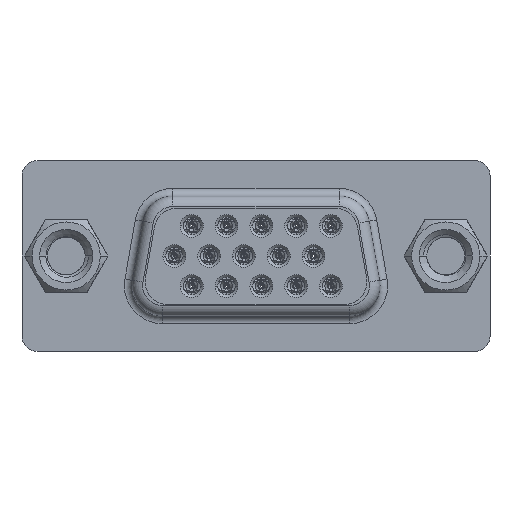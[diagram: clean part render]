
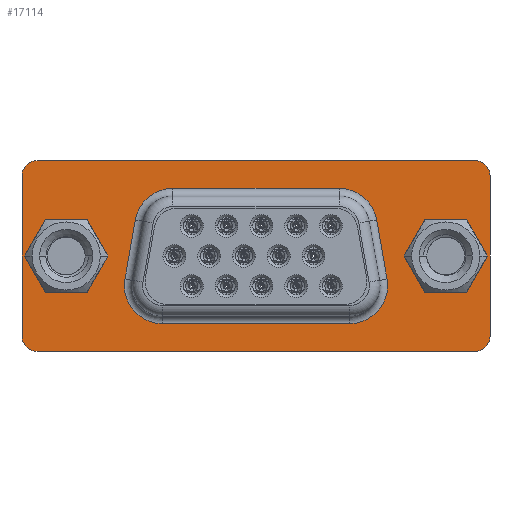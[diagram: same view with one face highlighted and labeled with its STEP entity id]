
A CAD part, front view. The second image highlights one B-rep face of the part: STEP entity #17114.
In plain terms, the highlighted face is planar.
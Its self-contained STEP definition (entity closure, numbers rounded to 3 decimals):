
#16181=CARTESIAN_POINT('',(14.405,0.,5.275));
#16182=DIRECTION('',(0.,1.,0.));
#16183=DIRECTION('',(0.,0.,1.));
#16184=AXIS2_PLACEMENT_3D('',#16181,#16182,#16183);
#16186=DIRECTION('',(1.,0.,0.));
#16187=VECTOR('',#16186,28.81);
#16188=CARTESIAN_POINT('',(-14.405,0.,6.275));
#16189=LINE('',#16188,#16187);
#16190=CARTESIAN_POINT('',(-14.405,0.,5.275));
#16191=DIRECTION('',(0.,1.,0.));
#16192=DIRECTION('',(-1.,0.,0.));
#16193=AXIS2_PLACEMENT_3D('',#16190,#16191,#16192);
#16195=DIRECTION('',(0.,0.,1.));
#16196=VECTOR('',#16195,10.55);
#16197=CARTESIAN_POINT('',(-15.405,0.,-5.275));
#16198=LINE('',#16197,#16196);
#16199=CARTESIAN_POINT('',(-14.405,0.,-5.275));
#16200=DIRECTION('',(0.,1.,0.));
#16201=DIRECTION('',(0.,0.,-1.));
#16202=AXIS2_PLACEMENT_3D('',#16199,#16200,#16201);
#16204=DIRECTION('',(-1.,0.,0.));
#16205=VECTOR('',#16204,28.81);
#16206=CARTESIAN_POINT('',(14.405,0.,-6.275));
#16207=LINE('',#16206,#16205);
#16208=CARTESIAN_POINT('',(14.405,0.,-5.275));
#16209=DIRECTION('',(0.,1.,0.));
#16210=DIRECTION('',(1.,0.,0.));
#16211=AXIS2_PLACEMENT_3D('',#16208,#16209,#16210);
#16213=DIRECTION('',(0.,0.,-1.));
#16214=VECTOR('',#16213,10.55);
#16215=CARTESIAN_POINT('',(15.405,0.,5.275));
#16216=LINE('',#16215,#16214);
#16217=CARTESIAN_POINT('',(-12.495,0.,0.));
#16218=DIRECTION('',(0.,1.,0.));
#16219=DIRECTION('',(-1.,0.,0.));
#16220=AXIS2_PLACEMENT_3D('',#16217,#16218,#16219);
#16222=CARTESIAN_POINT('',(-12.495,0.,0.));
#16223=DIRECTION('',(0.,1.,0.));
#16224=DIRECTION('',(1.,0.,0.));
#16225=AXIS2_PLACEMENT_3D('',#16222,#16223,#16224);
#16227=CARTESIAN_POINT('',(12.495,0.,0.));
#16228=DIRECTION('',(0.,1.,0.));
#16229=DIRECTION('',(-1.,0.,0.));
#16230=AXIS2_PLACEMENT_3D('',#16227,#16228,#16229);
#16232=CARTESIAN_POINT('',(12.495,0.,0.));
#16233=DIRECTION('',(0.,1.,0.));
#16234=DIRECTION('',(1.,0.,0.));
#16235=AXIS2_PLACEMENT_3D('',#16232,#16233,#16234);
#16779=CARTESIAN_POINT('',(-5.477,0.,1.95));
#16780=DIRECTION('',(0.,1.,0.));
#16781=DIRECTION('',(-0.985,0.,0.174));
#16782=AXIS2_PLACEMENT_3D('',#16779,#16780,#16781);
#16784=DIRECTION('',(0.174,0.,0.985));
#16785=VECTOR('',#16784,3.96);
#16786=CARTESIAN_POINT('',(-8.627,0.,-1.516));
#16787=LINE('',#16786,#16785);
#16798=CARTESIAN_POINT('',(-6.165,0.,-1.95));
#16799=DIRECTION('',(0.,1.,0.));
#16800=DIRECTION('',(0.,0.,-1.));
#16801=AXIS2_PLACEMENT_3D('',#16798,#16799,#16800);
#16808=DIRECTION('',(-1.,0.,0.));
#16809=VECTOR('',#16808,12.33);
#16810=CARTESIAN_POINT('',(6.165,0.,-4.45));
#16811=LINE('',#16810,#16809);
#16817=CARTESIAN_POINT('',(6.165,0.,-1.95));
#16818=DIRECTION('',(0.,1.,0.));
#16819=DIRECTION('',(0.985,0.,0.174));
#16820=AXIS2_PLACEMENT_3D('',#16817,#16818,#16819);
#16827=DIRECTION('',(0.174,0.,-0.985));
#16828=VECTOR('',#16827,3.96);
#16829=CARTESIAN_POINT('',(7.939,0.,2.384));
#16830=LINE('',#16829,#16828);
#16836=CARTESIAN_POINT('',(5.477,0.,1.95));
#16837=DIRECTION('',(0.,1.,0.));
#16838=DIRECTION('',(0.,0.,1.));
#16839=AXIS2_PLACEMENT_3D('',#16836,#16837,#16838);
#16846=DIRECTION('',(1.,0.,0.));
#16847=VECTOR('',#16846,10.955);
#16848=CARTESIAN_POINT('',(-5.477,0.,4.45));
#16849=LINE('',#16848,#16847);
#16885=CARTESIAN_POINT('',(14.405,0.,6.275));
#16886=CARTESIAN_POINT('',(15.405,0.,5.275));
#16887=VERTEX_POINT('',#16885);
#16888=VERTEX_POINT('',#16886);
#16893=CARTESIAN_POINT('',(15.405,0.,-5.275));
#16894=CARTESIAN_POINT('',(14.405,0.,-6.275));
#16895=VERTEX_POINT('',#16893);
#16896=VERTEX_POINT('',#16894);
#16901=CARTESIAN_POINT('',(-14.405,0.,-6.275));
#16902=CARTESIAN_POINT('',(-15.405,0.,-5.275));
#16903=VERTEX_POINT('',#16901);
#16904=VERTEX_POINT('',#16902);
#16909=CARTESIAN_POINT('',(-15.405,0.,5.275));
#16910=CARTESIAN_POINT('',(-14.405,0.,6.275));
#16911=VERTEX_POINT('',#16909);
#16912=VERTEX_POINT('',#16910);
#16917=CARTESIAN_POINT('',(-14.415,0.,0.));
#16918=CARTESIAN_POINT('',(-10.575,0.,0.));
#16919=VERTEX_POINT('',#16917);
#16920=VERTEX_POINT('',#16918);
#16921=CARTESIAN_POINT('',(10.575,0.,0.));
#16922=CARTESIAN_POINT('',(14.415,0.,0.));
#16923=VERTEX_POINT('',#16921);
#16924=VERTEX_POINT('',#16922);
#16933=CARTESIAN_POINT('',(-8.627,0.,-1.516));
#16935=VERTEX_POINT('',#16933);
#16939=CARTESIAN_POINT('',(-7.939,0.,2.384));
#16941=VERTEX_POINT('',#16939);
#16945=CARTESIAN_POINT('',(-5.477,0.,4.45));
#16947=VERTEX_POINT('',#16945);
#16951=CARTESIAN_POINT('',(5.477,0.,4.45));
#16953=VERTEX_POINT('',#16951);
#16957=CARTESIAN_POINT('',(7.939,0.,2.384));
#16959=VERTEX_POINT('',#16957);
#16963=CARTESIAN_POINT('',(8.627,0.,-1.516));
#16965=VERTEX_POINT('',#16963);
#16969=CARTESIAN_POINT('',(6.165,0.,-4.45));
#16971=VERTEX_POINT('',#16969);
#16975=CARTESIAN_POINT('',(-6.165,0.,-4.45));
#16977=VERTEX_POINT('',#16975);
#17061=CARTESIAN_POINT('',(0.,0.,0.));
#17062=DIRECTION('',(0.,1.,0.));
#17063=DIRECTION('',(1.,0.,0.));
#17064=AXIS2_PLACEMENT_3D('',#17061,#17062,#17063);
#17065=PLANE('',#17064);
#17067=ORIENTED_EDGE('',*,*,#17066,.F.);
#17069=ORIENTED_EDGE('',*,*,#17068,.F.);
#17071=ORIENTED_EDGE('',*,*,#17070,.F.);
#17073=ORIENTED_EDGE('',*,*,#17072,.F.);
#17075=ORIENTED_EDGE('',*,*,#17074,.F.);
#17077=ORIENTED_EDGE('',*,*,#17076,.F.);
#17079=ORIENTED_EDGE('',*,*,#17078,.F.);
#17081=ORIENTED_EDGE('',*,*,#17080,.F.);
#17082=EDGE_LOOP('',(#17067,#17069,#17071,#17073,#17075,#17077,#17079,#17081));
#17083=FACE_OUTER_BOUND('',#17082,.F.);
#17085=ORIENTED_EDGE('',*,*,#17084,.T.);
#17087=ORIENTED_EDGE('',*,*,#17086,.T.);
#17089=ORIENTED_EDGE('',*,*,#17088,.T.);
#17091=ORIENTED_EDGE('',*,*,#17090,.T.);
#17093=ORIENTED_EDGE('',*,*,#17092,.T.);
#17095=ORIENTED_EDGE('',*,*,#17094,.T.);
#17097=ORIENTED_EDGE('',*,*,#17096,.T.);
#17099=ORIENTED_EDGE('',*,*,#17098,.T.);
#17100=EDGE_LOOP('',(#17085,#17087,#17089,#17091,#17093,#17095,#17097,#17099));
#17101=FACE_BOUND('',#17100,.F.);
#17103=ORIENTED_EDGE('',*,*,#17102,.T.);
#17105=ORIENTED_EDGE('',*,*,#17104,.T.);
#17106=EDGE_LOOP('',(#17103,#17105));
#17107=FACE_BOUND('',#17106,.F.);
#17109=ORIENTED_EDGE('',*,*,#17108,.T.);
#17111=ORIENTED_EDGE('',*,*,#17110,.T.);
#17112=EDGE_LOOP('',(#17109,#17111));
#17113=FACE_BOUND('',#17112,.F.);
#16185=CIRCLE('',#16184,1.);
#16194=CIRCLE('',#16193,1.);
#16203=CIRCLE('',#16202,1.);
#16212=CIRCLE('',#16211,1.);
#16221=CIRCLE('',#16220,1.92);
#16226=CIRCLE('',#16225,1.92);
#16231=CIRCLE('',#16230,1.92);
#16236=CIRCLE('',#16235,1.92);
#16783=CIRCLE('',#16782,2.5);
#16802=CIRCLE('',#16801,2.5);
#16821=CIRCLE('',#16820,2.5);
#16840=CIRCLE('',#16839,2.5);
#17066=EDGE_CURVE('',#16887,#16888,#16185,.T.);
#17068=EDGE_CURVE('',#16912,#16887,#16189,.T.);
#17070=EDGE_CURVE('',#16911,#16912,#16194,.T.);
#17072=EDGE_CURVE('',#16904,#16911,#16198,.T.);
#17074=EDGE_CURVE('',#16903,#16904,#16203,.T.);
#17076=EDGE_CURVE('',#16896,#16903,#16207,.T.);
#17078=EDGE_CURVE('',#16895,#16896,#16212,.T.);
#17080=EDGE_CURVE('',#16888,#16895,#16216,.T.);
#17084=EDGE_CURVE('',#16935,#16941,#16787,.T.);
#17086=EDGE_CURVE('',#16941,#16947,#16783,.T.);
#17088=EDGE_CURVE('',#16947,#16953,#16849,.T.);
#17090=EDGE_CURVE('',#16953,#16959,#16840,.T.);
#17092=EDGE_CURVE('',#16959,#16965,#16830,.T.);
#17094=EDGE_CURVE('',#16965,#16971,#16821,.T.);
#17096=EDGE_CURVE('',#16971,#16977,#16811,.T.);
#17098=EDGE_CURVE('',#16977,#16935,#16802,.T.);
#17102=EDGE_CURVE('',#16919,#16920,#16221,.T.);
#17104=EDGE_CURVE('',#16920,#16919,#16226,.T.);
#17108=EDGE_CURVE('',#16923,#16924,#16231,.T.);
#17110=EDGE_CURVE('',#16924,#16923,#16236,.T.);
#17114=ADVANCED_FACE('',(#17083,#17101,#17107,#17113),#17065,.T.);
